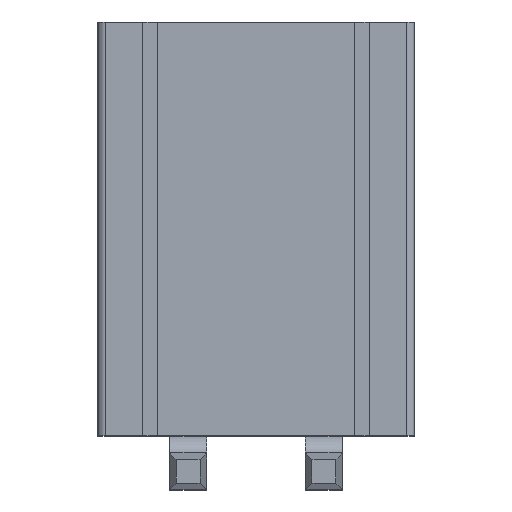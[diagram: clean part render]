
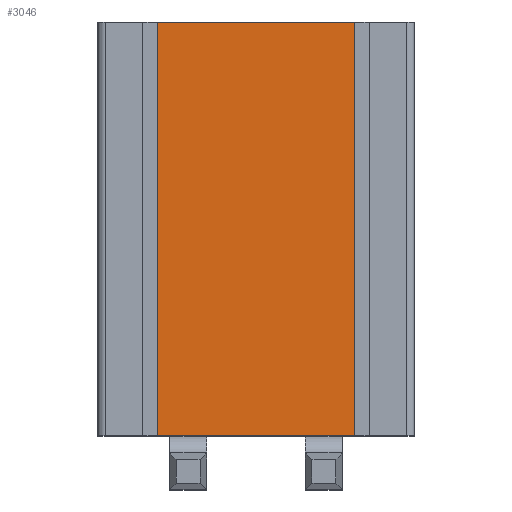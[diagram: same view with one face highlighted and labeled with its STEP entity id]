
A CAD part, top view. The second image highlights one B-rep face of the part: STEP entity #3046.
In plain terms, the highlighted planar face has unit normal (0, 0, 1).
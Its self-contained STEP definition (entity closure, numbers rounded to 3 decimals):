
#223=DIRECTION('',(1.,0.,0.));
#224=VECTOR('',#223,6.1);
#225=CARTESIAN_POINT('',(-3.05,0.,2.7));
#226=LINE('',#225,#224);
#817=DIRECTION('',(1.,0.,0.));
#818=VECTOR('',#817,6.1);
#819=CARTESIAN_POINT('',(-3.05,12.8,2.7));
#820=LINE('',#819,#818);
#985=DIRECTION('',(0.,1.,0.));
#986=VECTOR('',#985,12.8);
#987=CARTESIAN_POINT('',(-3.05,0.,2.7));
#988=LINE('',#987,#986);
#989=DIRECTION('',(0.,1.,0.));
#990=VECTOR('',#989,12.8);
#991=CARTESIAN_POINT('',(3.05,0.,2.7));
#992=LINE('',#991,#990);
#1271=CARTESIAN_POINT('',(-3.05,0.,2.7));
#1272=CARTESIAN_POINT('',(-3.05,12.8,2.7));
#1273=VERTEX_POINT('',#1271);
#1274=VERTEX_POINT('',#1272);
#1283=CARTESIAN_POINT('',(3.05,0.,2.7));
#1284=CARTESIAN_POINT('',(3.05,12.8,2.7));
#1285=VERTEX_POINT('',#1283);
#1286=VERTEX_POINT('',#1284);
#3033=CARTESIAN_POINT('',(-4.9,0.,2.7));
#3034=DIRECTION('',(0.,0.,1.));
#3035=DIRECTION('',(1.,0.,0.));
#3036=AXIS2_PLACEMENT_3D('',#3033,#3034,#3035);
#3037=PLANE('',#3036);
#3039=ORIENTED_EDGE('',*,*,#3038,.T.);
#3040=ORIENTED_EDGE('',*,*,#2713,.T.);
#3042=ORIENTED_EDGE('',*,*,#3041,.F.);
#3043=ORIENTED_EDGE('',*,*,#1674,.F.);
#3044=EDGE_LOOP('',(#3039,#3040,#3042,#3043));
#3045=FACE_OUTER_BOUND('',#3044,.F.);
#1674=EDGE_CURVE('',#1273,#1285,#226,.T.);
#2713=EDGE_CURVE('',#1274,#1286,#820,.T.);
#3038=EDGE_CURVE('',#1273,#1274,#988,.T.);
#3041=EDGE_CURVE('',#1285,#1286,#992,.T.);
#3046=ADVANCED_FACE('',(#3045),#3037,.T.);
